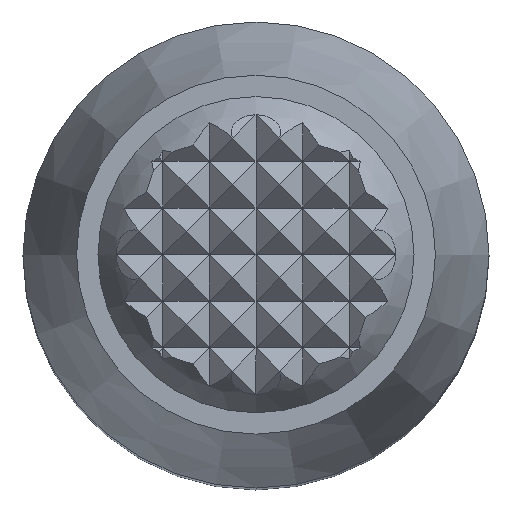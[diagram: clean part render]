
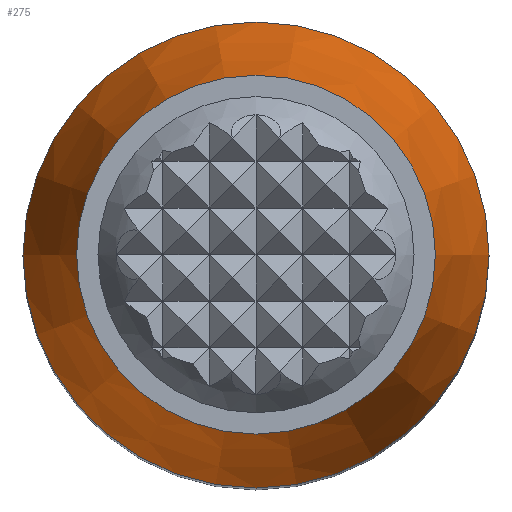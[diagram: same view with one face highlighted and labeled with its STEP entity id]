
A CAD part, top view. The second image highlights one B-rep face of the part: STEP entity #275.
In plain terms, the highlighted conical face has half-angle 15.55 degrees and reference radius 10 mm.
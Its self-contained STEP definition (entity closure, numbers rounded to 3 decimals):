
#275 = ADVANCED_FACE( '', ( #641, #642 ), #643, .T. );
#641 = FACE_BOUND( '', #1096, .T. );
#642 = FACE_OUTER_BOUND( '', #1097, .T. );
#643 = CONICAL_SURFACE( '', #1098, 10., 0.271 );
#1096 = EDGE_LOOP( '', ( #1802 ) );
#1097 = EDGE_LOOP( '', ( #1803 ) );
#1098 = AXIS2_PLACEMENT_3D( '', #1804, #1805, #1806 );
#1802 = ORIENTED_EDGE( '', *, *, #2696, .T. );
#1803 = ORIENTED_EDGE( '', *, *, #2697, .F. );
#1804 = CARTESIAN_POINT( '', ( 0., 0., 49.434 ) );
#1805 = DIRECTION( '', ( 0., 0., -1. ) );
#1806 = DIRECTION( '', ( -1., 0., 0. ) );
#2696 = EDGE_CURVE( '', #3197, #3197, #3198, .T. );
#2697 = EDGE_CURVE( '', #3199, #3199, #3200, .T. );
#3197 = VERTEX_POINT( '', #3816 );
#3198 = CIRCLE( '', #3817, 7.7 );
#3199 = VERTEX_POINT( '', #3818 );
#3200 = CIRCLE( '', #3819, 10. );
#3816 = CARTESIAN_POINT( '', ( -7.7, 0., 57.7 ) );
#3817 = AXIS2_PLACEMENT_3D( '', #4367, #4368, #4369 );
#3818 = CARTESIAN_POINT( '', ( -10., 0., 49.434 ) );
#3819 = AXIS2_PLACEMENT_3D( '', #4370, #4371, #4372 );
#4367 = CARTESIAN_POINT( '', ( 0., 0., 57.7 ) );
#4368 = DIRECTION( '', ( 0., 0., -1. ) );
#4369 = DIRECTION( '', ( -1., 0., 0. ) );
#4370 = CARTESIAN_POINT( '', ( 0., 0., 49.434 ) );
#4371 = DIRECTION( '', ( 0., 0., -1. ) );
#4372 = DIRECTION( '', ( -1., 0., 0. ) );
